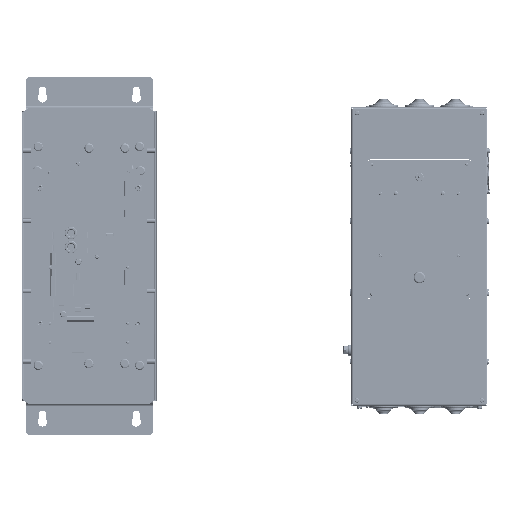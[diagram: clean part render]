
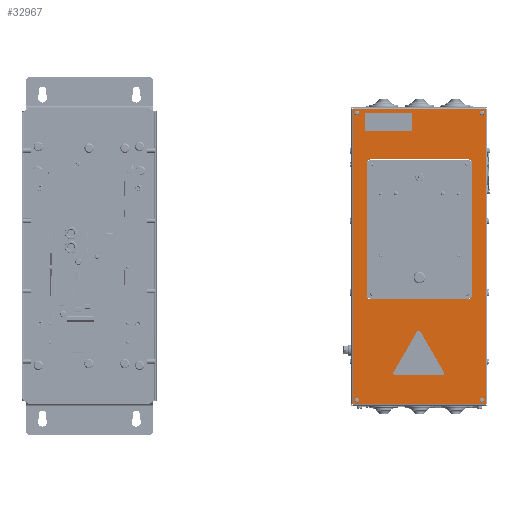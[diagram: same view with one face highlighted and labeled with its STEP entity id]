
A CAD part, top view. The second image highlights one B-rep face of the part: STEP entity #32967.
In plain terms, the highlighted planar face has unit normal (0, -0.003, 1).
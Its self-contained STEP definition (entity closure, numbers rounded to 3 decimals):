
#32967=ADVANCED_FACE('',(#54767,#54769,#54771,#54773,#54775,#54777),#54779,.T.);
#54767=FACE_BOUND('',#54768,.T.);
#54768=EDGE_LOOP('',(#95307,#95308,#95309,#95310));
#54769=FACE_BOUND('',#54770,.T.);
#54770=EDGE_LOOP('',(#95311,#95312,#95313,#95314,#95315,#95316,#95317,#95318));
#54771=FACE_BOUND('',#54772,.T.);
#54772=EDGE_LOOP('',(#95319));
#54773=FACE_BOUND('',#54774,.T.);
#54774=EDGE_LOOP('',(#95320));
#54775=FACE_BOUND('',#54776,.T.);
#54776=EDGE_LOOP('',(#95321));
#54777=FACE_BOUND('',#54778,.T.);
#54778=EDGE_LOOP('',(#95322));
#54779=PLANE('',#54780);
#54780=AXIS2_PLACEMENT_3D('',#54781,#54782,#54783);
#54781=CARTESIAN_POINT('',(141.503,240.275,278.235));
#54782=DIRECTION('',(0.,-0.003,1.));
#54783=DIRECTION('',(1.,0.,0.));
#95307=ORIENTED_EDGE('',*,*,#116663,.T.);
#95308=ORIENTED_EDGE('',*,*,#116664,.T.);
#95309=ORIENTED_EDGE('',*,*,#116665,.T.);
#95310=ORIENTED_EDGE('',*,*,#116666,.T.);
#95311=ORIENTED_EDGE('',*,*,#116607,.T.);
#95312=ORIENTED_EDGE('',*,*,#116622,.T.);
#95313=ORIENTED_EDGE('',*,*,#116620,.T.);
#95314=ORIENTED_EDGE('',*,*,#116618,.T.);
#95315=ORIENTED_EDGE('',*,*,#116616,.T.);
#95316=ORIENTED_EDGE('',*,*,#116614,.T.);
#95317=ORIENTED_EDGE('',*,*,#116612,.T.);
#95318=ORIENTED_EDGE('',*,*,#116610,.T.);
#95319=ORIENTED_EDGE('',*,*,#116606,.T.);
#95320=ORIENTED_EDGE('',*,*,#116605,.T.);
#95321=ORIENTED_EDGE('',*,*,#116604,.T.);
#95322=ORIENTED_EDGE('',*,*,#116603,.T.);
#116603=EDGE_CURVE('',#142299,#142299,#142300,.F.);
#116604=EDGE_CURVE('',#142301,#142301,#142302,.F.);
#116605=EDGE_CURVE('',#142303,#142303,#142304,.F.);
#116606=EDGE_CURVE('',#142305,#142305,#142306,.F.);
#116607=EDGE_CURVE('',#142307,#142308,#142309,.F.);
#116610=EDGE_CURVE('',#142312,#142307,#142313,.F.);
#116612=EDGE_CURVE('',#142315,#142312,#142316,.F.);
#116614=EDGE_CURVE('',#142318,#142315,#142319,.F.);
#116616=EDGE_CURVE('',#142321,#142318,#142322,.F.);
#116618=EDGE_CURVE('',#142324,#142321,#142325,.F.);
#116620=EDGE_CURVE('',#142327,#142324,#142328,.F.);
#116622=EDGE_CURVE('',#142308,#142327,#142330,.F.);
#116663=EDGE_CURVE('',#142340,#142346,#142399,.T.);
#116664=EDGE_CURVE('',#142346,#142376,#142400,.T.);
#116665=EDGE_CURVE('',#142376,#142362,#142401,.T.);
#116666=EDGE_CURVE('',#142362,#142340,#142402,.T.);
#142299=VERTEX_POINT('',#184594);
#142300=CIRCLE('',#184595,2.5);
#142301=VERTEX_POINT('',#184599);
#142302=CIRCLE('',#184600,2.5);
#142303=VERTEX_POINT('',#184604);
#142304=CIRCLE('',#184605,2.5);
#142305=VERTEX_POINT('',#184609);
#142306=CIRCLE('',#184610,2.5);
#142307=VERTEX_POINT('',#184614);
#142308=VERTEX_POINT('',#184615);
#142309=CIRCLE('',#184616,5.);
#142312=VERTEX_POINT('',#184626);
#142313=LINE('',#184627,#184628);
#142315=VERTEX_POINT('',#184633);
#142316=CIRCLE('',#184634,5.);
#142318=VERTEX_POINT('',#184641);
#142319=LINE('',#184642,#184643);
#142321=VERTEX_POINT('',#184648);
#142322=CIRCLE('',#184649,5.);
#142324=VERTEX_POINT('',#184656);
#142325=LINE('',#184657,#184658);
#142327=VERTEX_POINT('',#184663);
#142328=CIRCLE('',#184664,5.);
#142330=LINE('',#184671,#184672);
#142340=VERTEX_POINT('',#184693);
#142346=VERTEX_POINT('',#184706);
#142362=VERTEX_POINT('',#184744);
#142376=VERTEX_POINT('',#184775);
#142399=LINE('',#184830,#184831);
#142400=LINE('',#184833,#184834);
#142401=LINE('',#184836,#184837);
#142402=LINE('',#184839,#184840);
#184594=CARTESIAN_POINT('',(306.003,233.275,278.214));
#184595=AXIS2_PLACEMENT_3D('',#184596,#184597,#184598);
#184596=CARTESIAN_POINT('',(308.503,233.275,278.214));
#184597=DIRECTION('',(0.,-0.003,1.));
#184598=DIRECTION('',(1.,0.,0.));
#184599=CARTESIAN_POINT('',(146.003,233.275,278.214));
#184600=AXIS2_PLACEMENT_3D('',#184601,#184602,#184603);
#184601=CARTESIAN_POINT('',(148.503,233.275,278.214));
#184602=DIRECTION('',(0.,-0.003,1.));
#184603=DIRECTION('',(1.,0.,0.));
#184604=CARTESIAN_POINT('',(311.003,-134.724,277.1));
#184605=AXIS2_PLACEMENT_3D('',#184606,#184607,#184608);
#184606=CARTESIAN_POINT('',(308.503,-134.724,277.1));
#184607=DIRECTION('',(0.,-0.003,1.));
#184608=DIRECTION('',(1.,0.,0.));
#184609=CARTESIAN_POINT('',(151.003,-134.724,277.1));
#184610=AXIS2_PLACEMENT_3D('',#184611,#184612,#184613);
#184611=CARTESIAN_POINT('',(148.503,-134.724,277.1));
#184612=DIRECTION('',(0.,-0.003,1.));
#184613=DIRECTION('',(1.,0.,0.));
#184614=CARTESIAN_POINT('',(296.003,-0.224,277.507));
#184615=CARTESIAN_POINT('',(291.003,-5.224,277.492));
#184616=AXIS2_PLACEMENT_3D('',#184617,#184618,#184619);
#184617=CARTESIAN_POINT('',(291.003,-0.224,277.507));
#184618=DIRECTION('',(0.,-0.003,1.));
#184619=DIRECTION('',(0.,-1.,-0.003));
#184626=CARTESIAN_POINT('',(296.003,168.775,278.019));
#184627=CARTESIAN_POINT('',(296.003,-0.224,277.507));
#184628=VECTOR('',#184629,1.);
#184629=DIRECTION('',(0.,1.,0.003));
#184633=CARTESIAN_POINT('',(291.003,173.775,278.034));
#184634=AXIS2_PLACEMENT_3D('',#184635,#184636,#184637);
#184635=CARTESIAN_POINT('',(291.003,168.775,278.019));
#184636=DIRECTION('',(0.,-0.003,1.));
#184637=DIRECTION('',(1.,0.,0.));
#184641=CARTESIAN_POINT('',(166.003,173.775,278.034));
#184642=CARTESIAN_POINT('',(291.003,173.775,278.034));
#184643=VECTOR('',#184644,1.);
#184644=DIRECTION('',(-1.,0.,0.));
#184648=CARTESIAN_POINT('',(161.003,168.775,278.019));
#184649=AXIS2_PLACEMENT_3D('',#184650,#184651,#184652);
#184650=CARTESIAN_POINT('',(166.003,168.775,278.019));
#184651=DIRECTION('',(0.,-0.003,1.));
#184652=DIRECTION('',(0.,1.,0.003));
#184656=CARTESIAN_POINT('',(161.003,-0.224,277.507));
#184657=CARTESIAN_POINT('',(161.003,168.775,278.019));
#184658=VECTOR('',#184659,1.);
#184659=DIRECTION('',(0.,-1.,-0.003));
#184663=CARTESIAN_POINT('',(166.003,-5.224,277.492));
#184664=AXIS2_PLACEMENT_3D('',#184665,#184666,#184667);
#184665=CARTESIAN_POINT('',(166.003,-0.224,277.507));
#184666=DIRECTION('',(0.,-0.003,1.));
#184667=DIRECTION('',(-1.,0.,0.));
#184671=CARTESIAN_POINT('',(166.003,-5.224,277.492));
#184672=VECTOR('',#184673,1.);
#184673=DIRECTION('',(1.,0.,0.));
#184693=CARTESIAN_POINT('',(313.203,-139.424,277.086));
#184706=CARTESIAN_POINT('',(313.203,237.975,278.228));
#184744=CARTESIAN_POINT('',(143.803,-139.424,277.086));
#184775=CARTESIAN_POINT('',(143.803,237.975,278.228));
#184830=CARTESIAN_POINT('',(313.203,-139.424,277.086));
#184831=VECTOR('',#184832,1.);
#184832=DIRECTION('',(0.,1.,0.003));
#184833=CARTESIAN_POINT('',(313.203,237.975,278.228));
#184834=VECTOR('',#184835,1.);
#184835=DIRECTION('',(-1.,0.,0.));
#184836=CARTESIAN_POINT('',(143.803,237.975,278.228));
#184837=VECTOR('',#184838,1.);
#184838=DIRECTION('',(0.,-1.,-0.003));
#184839=CARTESIAN_POINT('',(143.803,-139.424,277.086));
#184840=VECTOR('',#184841,1.);
#184841=DIRECTION('',(1.,0.,0.));
